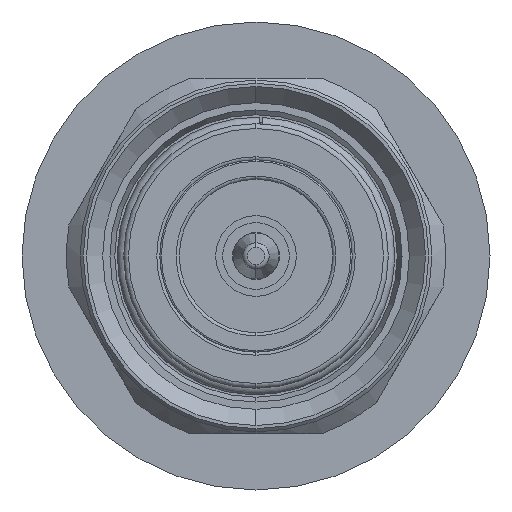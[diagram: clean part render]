
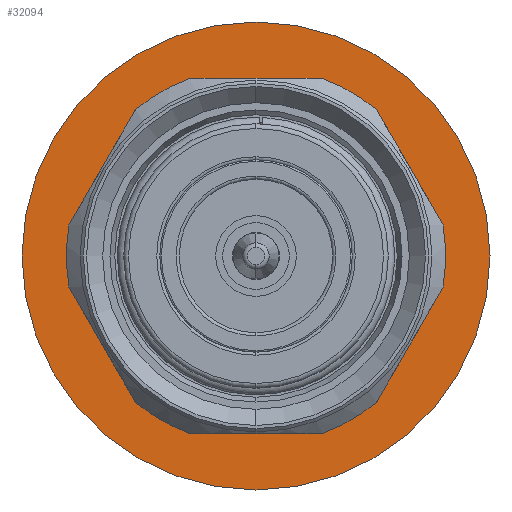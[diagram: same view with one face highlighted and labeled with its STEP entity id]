
A CAD part, left-side view. The second image highlights one B-rep face of the part: STEP entity #32094.
In plain terms, the highlighted planar face has unit normal (-1, 0, 0).
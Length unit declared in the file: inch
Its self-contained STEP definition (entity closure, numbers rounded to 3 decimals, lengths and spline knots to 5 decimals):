
#141 = CARTESIAN_POINT ( 'NONE',  ( 0.34646, 0.15748, -0.08117 ) ) ;
#546 = DIRECTION ( 'NONE',  ( 1., 0., 0. ) ) ;
#779 = AXIS2_PLACEMENT_3D ( 'NONE', #52343, #546, #21104 ) ;
#3153 = EDGE_CURVE ( 'NONE', #5290, #48831, #58655, .T. ) ;
#3874 = ORIENTED_EDGE ( 'NONE', *, *, #45891, .T. ) ;
#4440 = ORIENTED_EDGE ( 'NONE', *, *, #46194, .T. ) ;
#5279 = VERTEX_POINT ( 'NONE', #50382 ) ;
#5290 = VERTEX_POINT ( 'NONE', #13004 ) ;
#5466 = EDGE_CURVE ( 'NONE', #59970, #27455, #41254, .T. ) ;
#5498 = AXIS2_PLACEMENT_3D ( 'NONE', #27886, #26512, #53989 ) ;
#5550 = CIRCLE ( 'NONE', #7756, 0.17717 ) ;
#5720 = DIRECTION ( 'NONE',  ( 1., 0., 0. ) ) ;
#5765 = CIRCLE ( 'NONE', #52871, 0.17717 ) ;
#6228 = CARTESIAN_POINT ( 'NONE',  ( 0.34646, 0.00845, -0.17697 ) ) ;
#6874 = LINE ( 'NONE', #43900, #25206 ) ;
#7134 = CARTESIAN_POINT ( 'NONE',  ( 0.34646, -0.15748, 0.08117 ) ) ;
#7333 = EDGE_CURVE ( 'NONE', #48831, #56343, #51145, .T. ) ;
#7523 = DIRECTION ( 'NONE',  ( 0., 0., -1. ) ) ;
#7702 = LINE ( 'NONE', #64994, #52663 ) ;
#7756 = AXIS2_PLACEMENT_3D ( 'NONE', #26618, #5720, #47568 ) ;
#8529 = DIRECTION ( 'NONE',  ( 1., 0., 0. ) ) ;
#8539 = AXIS2_PLACEMENT_3D ( 'NONE', #13914, #19385, #66393 ) ;
#8652 = CARTESIAN_POINT ( 'NONE',  ( 0.34646, 0.15748, 0.08117 ) ) ;
#11644 = CARTESIAN_POINT ( 'NONE',  ( 0.34646, -0.15748, 0.09092 ) ) ;
#12054 = FACE_OUTER_BOUND ( 'NONE', #39529, .T. ) ;
#12234 = DIRECTION ( 'NONE',  ( 0., 0.866, -0.5 ) ) ;
#12508 = DIRECTION ( 'NONE',  ( 0., 0., -1. ) ) ;
#13004 = CARTESIAN_POINT ( 'NONE',  ( 0.34646, -0.00845, 0.17697 ) ) ;
#13150 = CARTESIAN_POINT ( 'NONE',  ( 0.34646, 0., 0. ) ) ;
#13307 = CARTESIAN_POINT ( 'NONE',  ( 0.34646, -0.15748, -0.08117 ) ) ;
#13343 = CARTESIAN_POINT ( 'NONE',  ( 0.34646, 0., 0. ) ) ;
#13914 = CARTESIAN_POINT ( 'NONE',  ( 0.34646, 0., 0. ) ) ;
#14011 = DIRECTION ( 'NONE',  ( 1., 0., 0. ) ) ;
#14613 = AXIS2_PLACEMENT_3D ( 'NONE', #13150, #34400, #55013 ) ;
#16141 = CARTESIAN_POINT ( 'NONE',  ( 0.34646, -0.14903, -0.0958 ) ) ;
#17637 = CARTESIAN_POINT ( 'NONE',  ( 0.34646, 0., 0. ) ) ;
#17872 = DIRECTION ( 'NONE',  ( 0., 0., 1. ) ) ;
#19385 = DIRECTION ( 'NONE',  ( -1., 0., 0. ) ) ;
#21104 = DIRECTION ( 'NONE',  ( 0., 0., -1. ) ) ;
#21561 = EDGE_CURVE ( 'NONE', #60062, #5279, #34205, .T. ) ;
#22126 = DIRECTION ( 'NONE',  ( 1., 0., 0. ) ) ;
#23273 = EDGE_CURVE ( 'NONE', #35375, #40535, #5765, .T. ) ;
#23357 = CARTESIAN_POINT ( 'NONE',  ( 0.34646, 0.57087, 0. ) ) ;
#23698 = PLANE ( 'NONE',  #58902 ) ;
#25206 = VECTOR ( 'NONE', #32231, 39.37008 ) ;
#25276 = ORIENTED_EDGE ( 'NONE', *, *, #43269, .T. ) ;
#25477 = DIRECTION ( 'NONE',  ( 0., -0.866, 0.5 ) ) ;
#26294 = CARTESIAN_POINT ( 'NONE',  ( 0.34646, -0.00845, -0.17697 ) ) ;
#26344 = VERTEX_POINT ( 'NONE', #13307 ) ;
#26512 = DIRECTION ( 'NONE',  ( 1., 0., 0. ) ) ;
#26618 = CARTESIAN_POINT ( 'NONE',  ( 0.34646, 0., 0. ) ) ;
#27065 = DIRECTION ( 'NONE',  ( 0., -0.866, -0.5 ) ) ;
#27455 = VERTEX_POINT ( 'NONE', #6228 ) ;
#27543 = VERTEX_POINT ( 'NONE', #40107 ) ;
#27886 = CARTESIAN_POINT ( 'NONE',  ( 0.34646, 0., 0. ) ) ;
#28485 = DIRECTION ( 'NONE',  ( -1., 0., 0. ) ) ;
#29761 = CARTESIAN_POINT ( 'NONE',  ( 0.34646, 0., 0. ) ) ;
#29998 = EDGE_CURVE ( 'NONE', #64767, #27543, #52250, .T. ) ;
#32094 = ADVANCED_FACE ( 'NONE', ( #12054, #60071 ), #23698, .T. ) ;
#32231 = DIRECTION ( 'NONE',  ( 0., 0., 1. ) ) ;
#32621 = VECTOR ( 'NONE', #12234, 39.37008 ) ;
#32909 = CARTESIAN_POINT ( 'NONE',  ( 0.34646, 0.14903, -0.0958 ) ) ;
#33577 = DIRECTION ( 'NONE',  ( 0., 0., -1. ) ) ;
#33998 = LINE ( 'NONE', #43973, #35749 ) ;
#34205 = CIRCLE ( 'NONE', #14613, 0.57087 ) ;
#34400 = DIRECTION ( 'NONE',  ( -1., 0., 0. ) ) ;
#34407 = EDGE_CURVE ( 'NONE', #49188, #66700, #38304, .T. ) ;
#34492 = EDGE_CURVE ( 'NONE', #5279, #60062, #38121, .T. ) ;
#34630 = ORIENTED_EDGE ( 'NONE', *, *, #21561, .T. ) ;
#35375 = VERTEX_POINT ( 'NONE', #32909 ) ;
#35744 = ORIENTED_EDGE ( 'NONE', *, *, #59993, .T. ) ;
#35749 = VECTOR ( 'NONE', #49461, 39.37008 ) ;
#37215 = CARTESIAN_POINT ( 'NONE',  ( 0.34646, 0., 0. ) ) ;
#37983 = AXIS2_PLACEMENT_3D ( 'NONE', #13343, #14011, #7523 ) ;
#38121 = CIRCLE ( 'NONE', #8539, 0.57087 ) ;
#38304 = LINE ( 'NONE', #59247, #32621 ) ;
#39036 = ORIENTED_EDGE ( 'NONE', *, *, #5466, .T. ) ;
#39480 = CIRCLE ( 'NONE', #61355, 0.17717 ) ;
#39529 = EDGE_LOOP ( 'NONE', ( #65291, #34630 ) ) ;
#39592 = DIRECTION ( 'NONE',  ( 0., 0., -1. ) ) ;
#40107 = CARTESIAN_POINT ( 'NONE',  ( 0.34646, 0.00845, 0.17697 ) ) ;
#40535 = VERTEX_POINT ( 'NONE', #141 ) ;
#40551 = AXIS2_PLACEMENT_3D ( 'NONE', #17637, #59512, #12508 ) ;
#40764 = EDGE_CURVE ( 'NONE', #26344, #49188, #50397, .T. ) ;
#40908 = VERTEX_POINT ( 'NONE', #8652 ) ;
#41254 = CIRCLE ( 'NONE', #37983, 0.17717 ) ;
#43269 = EDGE_CURVE ( 'NONE', #40908, #64767, #5550, .T. ) ;
#43372 = ORIENTED_EDGE ( 'NONE', *, *, #34407, .T. ) ;
#43404 = DIRECTION ( 'NONE',  ( 0., 0., -1. ) ) ;
#43900 = CARTESIAN_POINT ( 'NONE',  ( 0.34646, 0.15748, 0.09092 ) ) ;
#43935 = EDGE_LOOP ( 'NONE', ( #25276, #66678, #4440, #58613, #58093, #59572, #52202, #43372, #35744, #39036, #62479, #51358, #3874 ) ) ;
#43973 = CARTESIAN_POINT ( 'NONE',  ( 0.34646, 0.15748, -0.09092 ) ) ;
#45891 = EDGE_CURVE ( 'NONE', #40535, #40908, #6874, .T. ) ;
#46194 = EDGE_CURVE ( 'NONE', #27543, #5290, #39480, .T. ) ;
#46965 = EDGE_CURVE ( 'NONE', #27455, #35375, #33998, .T. ) ;
#47568 = DIRECTION ( 'NONE',  ( 0., 0., -1. ) ) ;
#48831 = VERTEX_POINT ( 'NONE', #51489 ) ;
#49188 = VERTEX_POINT ( 'NONE', #16141 ) ;
#49461 = DIRECTION ( 'NONE',  ( 0., 0.866, 0.5 ) ) ;
#50382 = CARTESIAN_POINT ( 'NONE',  ( 0.34646, 0., -0.57087 ) ) ;
#50397 = CIRCLE ( 'NONE', #5498, 0.17717 ) ;
#51145 = CIRCLE ( 'NONE', #779, 0.17717 ) ;
#51358 = ORIENTED_EDGE ( 'NONE', *, *, #23273, .T. ) ;
#51489 = CARTESIAN_POINT ( 'NONE',  ( 0.34646, -0.14903, 0.0958 ) ) ;
#51560 = CARTESIAN_POINT ( 'NONE',  ( 0.34646, 0., 0.18184 ) ) ;
#52202 = ORIENTED_EDGE ( 'NONE', *, *, #40764, .T. ) ;
#52250 = LINE ( 'NONE', #51560, #54448 ) ;
#52343 = CARTESIAN_POINT ( 'NONE',  ( 0.34646, 0., 0. ) ) ;
#52387 = CARTESIAN_POINT ( 'NONE',  ( 0.34646, 0.14903, 0.0958 ) ) ;
#52663 = VECTOR ( 'NONE', #39592, 39.37008 ) ;
#52871 = AXIS2_PLACEMENT_3D ( 'NONE', #29761, #8529, #33577 ) ;
#53989 = DIRECTION ( 'NONE',  ( 0., 0., -1. ) ) ;
#54448 = VECTOR ( 'NONE', #25477, 39.37008 ) ;
#55013 = DIRECTION ( 'NONE',  ( 0., 0., -1. ) ) ;
#55369 = CARTESIAN_POINT ( 'NONE',  ( 0.34646, 0., 0.57087 ) ) ;
#56343 = VERTEX_POINT ( 'NONE', #7134 ) ;
#58093 = ORIENTED_EDGE ( 'NONE', *, *, #7333, .T. ) ;
#58613 = ORIENTED_EDGE ( 'NONE', *, *, #3153, .T. ) ;
#58655 = LINE ( 'NONE', #11644, #62027 ) ;
#58902 = AXIS2_PLACEMENT_3D ( 'NONE', #23357, #28485, #17872 ) ;
#59247 = CARTESIAN_POINT ( 'NONE',  ( 0.34646, 0., -0.18184 ) ) ;
#59512 = DIRECTION ( 'NONE',  ( 1., 0., 0. ) ) ;
#59572 = ORIENTED_EDGE ( 'NONE', *, *, #61771, .T. ) ;
#59970 = VERTEX_POINT ( 'NONE', #64307 ) ;
#59993 = EDGE_CURVE ( 'NONE', #66700, #59970, #65739, .T. ) ;
#60062 = VERTEX_POINT ( 'NONE', #55369 ) ;
#60071 = FACE_BOUND ( 'NONE', #43935, .T. ) ;
#61355 = AXIS2_PLACEMENT_3D ( 'NONE', #37215, #22126, #43404 ) ;
#61771 = EDGE_CURVE ( 'NONE', #56343, #26344, #7702, .T. ) ;
#62027 = VECTOR ( 'NONE', #27065, 39.37008 ) ;
#62479 = ORIENTED_EDGE ( 'NONE', *, *, #46965, .T. ) ;
#64307 = CARTESIAN_POINT ( 'NONE',  ( 0.34646, 0., -0.17717 ) ) ;
#64767 = VERTEX_POINT ( 'NONE', #52387 ) ;
#64994 = CARTESIAN_POINT ( 'NONE',  ( 0.34646, -0.15748, -0.09092 ) ) ;
#65291 = ORIENTED_EDGE ( 'NONE', *, *, #34492, .T. ) ;
#65739 = CIRCLE ( 'NONE', #40551, 0.17717 ) ;
#66393 = DIRECTION ( 'NONE',  ( 0., 0., -1. ) ) ;
#66678 = ORIENTED_EDGE ( 'NONE', *, *, #29998, .T. ) ;
#66700 = VERTEX_POINT ( 'NONE', #26294 ) ;
